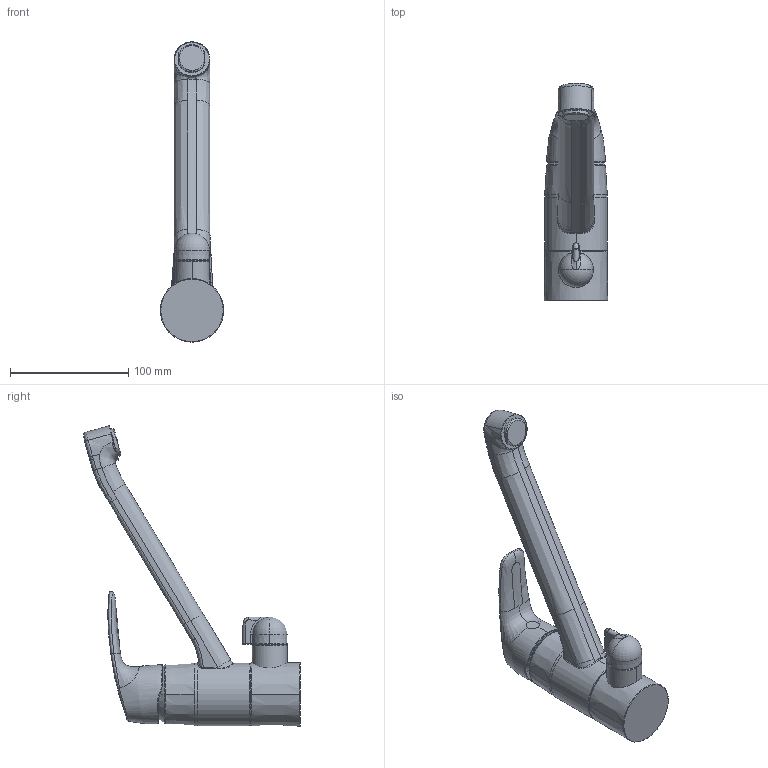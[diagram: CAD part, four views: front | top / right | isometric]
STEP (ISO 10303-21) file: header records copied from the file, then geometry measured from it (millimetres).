
FILE_DESCRIPTION (( 'STEP AP203' ), '1' );
FILE_NAME ('1035FS(2020)+1035FS-104(2020)+1035FS-105(2020)+45202293(2020)+1035S(2020).STEP', '2020-01-03T10:16:16', ( '' ), ( '' ), 'SwSTEP 2.0', 'SolidWorks 2016', '' );
FILE_SCHEMA (( 'CONFIG_CONTROL_DESIGN' ));
Length unit declared in the file: millimetre
Products named in the file (1): 1035FS(2020)+1035FS-104(2020)+1035FS-105(2020)+45202293(2020)+1035S(2020)
Bounding box: 53.72 x 183.52 x 253.97 mm (x, y, z)
Volume: 483056.4 mm3; surface area: 56965.2 mm2
Topology: 1 solids, 1 shells, 171 faces, 413 edges, 244 vertices
Faces by surface type: bspline 109, cylinder 21, torus 17, plane 13, cone 11
Entity records: 21822 total; most frequent: CARTESIAN_POINT 18665, ORIENTED_EDGE 816, EDGE_CURVE 408, DIRECTION 387, B_SPLINE_CURVE_WITH_KNOTS 245, VERTEX_POINT 244, EDGE_LOOP 176, AXIS2_PLACEMENT_3D 175
